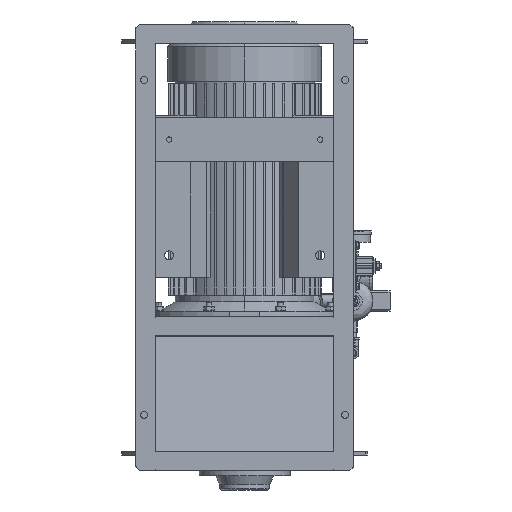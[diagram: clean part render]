
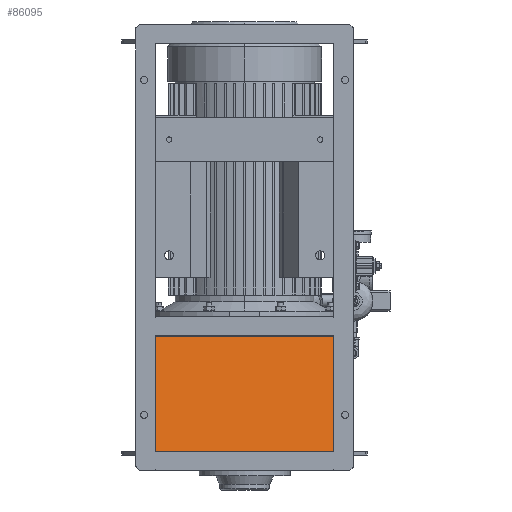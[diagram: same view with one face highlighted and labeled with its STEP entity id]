
A CAD part, front view. The second image highlights one B-rep face of the part: STEP entity #86095.
In plain terms, the highlighted planar face has unit normal (0, -0.985, 0.175).
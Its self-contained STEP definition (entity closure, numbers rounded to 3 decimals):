
#41 = CARTESIAN_POINT ( 'NONE',  ( 240., -353.969, -97.472 ) ) ;
#1746 = EDGE_CURVE ( 'NONE', #102130, #55278, #115224, .T. ) ;
#5206 = DIRECTION ( 'NONE',  ( 0., -0.175, -0.985 ) ) ;
#10445 = LINE ( 'NONE', #41823, #117390 ) ;
#11071 = EDGE_LOOP ( 'NONE', ( #54936, #58598, #96939, #96089 ) ) ;
#12603 = FACE_OUTER_BOUND ( 'NONE', #11071, .T. ) ;
#17409 = VECTOR ( 'NONE', #30472, 1000. ) ;
#17598 = VERTEX_POINT ( 'NONE', #81173 ) ;
#18728 = DIRECTION ( 'NONE',  ( 0., 0.175, 0.985 ) ) ;
#23952 = CARTESIAN_POINT ( 'NONE',  ( -240., -298.969, 212. ) ) ;
#28198 = EDGE_CURVE ( 'NONE', #17598, #39928, #10445, .T. ) ;
#30472 = DIRECTION ( 'NONE',  ( -1., 0., 0. ) ) ;
#30724 = CARTESIAN_POINT ( 'NONE',  ( 240., -298.969, 212. ) ) ;
#34607 = DIRECTION ( 'NONE',  ( 0., -0.175, -0.985 ) ) ;
#35182 = LINE ( 'NONE', #30724, #80849 ) ;
#37540 = EDGE_CURVE ( 'NONE', #17598, #102130, #35182, .T. ) ;
#39928 = VERTEX_POINT ( 'NONE', #70473 ) ;
#41823 = CARTESIAN_POINT ( 'NONE',  ( 240., -353.969, -97.472 ) ) ;
#43962 = VECTOR ( 'NONE', #34607, 1000. ) ;
#53902 = CARTESIAN_POINT ( 'NONE',  ( -240., -353.969, -97.472 ) ) ;
#54494 = EDGE_CURVE ( 'NONE', #39928, #55278, #113776, .T. ) ;
#54936 = ORIENTED_EDGE ( 'NONE', *, *, #37540, .T. ) ;
#55278 = VERTEX_POINT ( 'NONE', #53902 ) ;
#58598 = ORIENTED_EDGE ( 'NONE', *, *, #1746, .T. ) ;
#64660 = DIRECTION ( 'NONE',  ( 0., 0.985, -0.175 ) ) ;
#70473 = CARTESIAN_POINT ( 'NONE',  ( 240., -353.969, -97.472 ) ) ;
#74562 = AXIS2_PLACEMENT_3D ( 'NONE', #41, #64660, #18728 ) ;
#80849 = VECTOR ( 'NONE', #112004, 1000. ) ;
#81173 = CARTESIAN_POINT ( 'NONE',  ( 240., -298.969, 212. ) ) ;
#84607 = CARTESIAN_POINT ( 'NONE',  ( 240., -353.969, -97.472 ) ) ;
#86095 = ADVANCED_FACE ( 'NONE', ( #12603 ), #109613, .F. ) ;
#90758 = CARTESIAN_POINT ( 'NONE',  ( -240., -353.969, -97.472 ) ) ;
#96089 = ORIENTED_EDGE ( 'NONE', *, *, #28198, .F. ) ;
#96939 = ORIENTED_EDGE ( 'NONE', *, *, #54494, .F. ) ;
#102130 = VERTEX_POINT ( 'NONE', #23952 ) ;
#109613 = PLANE ( 'NONE',  #74562 ) ;
#112004 = DIRECTION ( 'NONE',  ( -1., 0., 0. ) ) ;
#113776 = LINE ( 'NONE', #84607, #17409 ) ;
#115224 = LINE ( 'NONE', #90758, #43962 ) ;
#117390 = VECTOR ( 'NONE', #5206, 1000. ) ;
